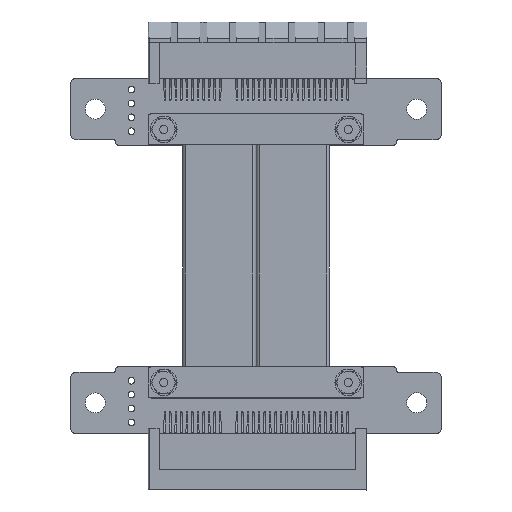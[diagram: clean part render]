
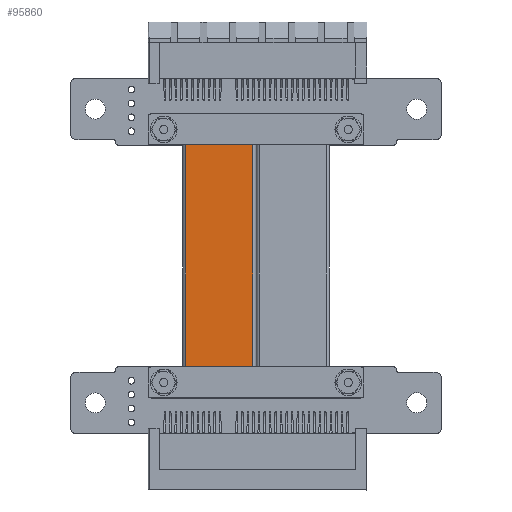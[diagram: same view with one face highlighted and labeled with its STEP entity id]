
A CAD part, top view. The second image highlights one B-rep face of the part: STEP entity #95860.
In plain terms, the highlighted face is planar.
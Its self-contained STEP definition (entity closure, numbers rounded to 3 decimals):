
#95832 = VERTEX_POINT('',#95833);
#95833 = CARTESIAN_POINT('',(0.,0.,
    0.));
#95840 = EDGE_CURVE('',#95841,#95832,#95843,.T.);
#95841 = VERTEX_POINT('',#95842);
#95842 = CARTESIAN_POINT('',(0.,0.,
    -43.));
#95843 = LINE('',#95844,#95845);
#95844 = CARTESIAN_POINT('',(0.,0.,
    -43.));
#95845 = VECTOR('',#95846,1.);
#95846 = DIRECTION('',(0.,0.,1.));
#95860 = ADVANCED_FACE('',(#95861),#95886,.T.);
#95861 = FACE_BOUND('',#95862,.T.);
#95862 = EDGE_LOOP('',(#95863,#95871,#95879,#95885));
#95863 = ORIENTED_EDGE('',*,*,#95864,.F.);
#95864 = EDGE_CURVE('',#95865,#95832,#95867,.T.);
#95865 = VERTEX_POINT('',#95866);
#95866 = CARTESIAN_POINT('',(12.065,0.,0.
    ));
#95867 = LINE('',#95868,#95869);
#95868 = CARTESIAN_POINT('',(0.,0.,
    0.));
#95869 = VECTOR('',#95870,1.);
#95870 = DIRECTION('',(-1.,0.,0.));
#95871 = ORIENTED_EDGE('',*,*,#95872,.F.);
#95872 = EDGE_CURVE('',#95873,#95865,#95875,.T.);
#95873 = VERTEX_POINT('',#95874);
#95874 = CARTESIAN_POINT('',(12.065,0.,-43.));
#95875 = LINE('',#95876,#95877);
#95876 = CARTESIAN_POINT('',(12.065,0.,-43.));
#95877 = VECTOR('',#95878,1.);
#95878 = DIRECTION('',(0.,0.,1.));
#95879 = ORIENTED_EDGE('',*,*,#95880,.T.);
#95880 = EDGE_CURVE('',#95873,#95841,#95881,.T.);
#95881 = LINE('',#95882,#95883);
#95882 = CARTESIAN_POINT('',(0.,0.,
    -43.));
#95883 = VECTOR('',#95884,1.);
#95884 = DIRECTION('',(-1.,0.,0.));
#95885 = ORIENTED_EDGE('',*,*,#95840,.T.);
#95886 = PLANE('',#95887);
#95887 = AXIS2_PLACEMENT_3D('',#95888,#95889,#95890);
#95888 = CARTESIAN_POINT('',(0.,0.,
    -43.));
#95889 = DIRECTION('',(0.,1.,0.));
#95890 = DIRECTION('',(0.,0.,1.));
